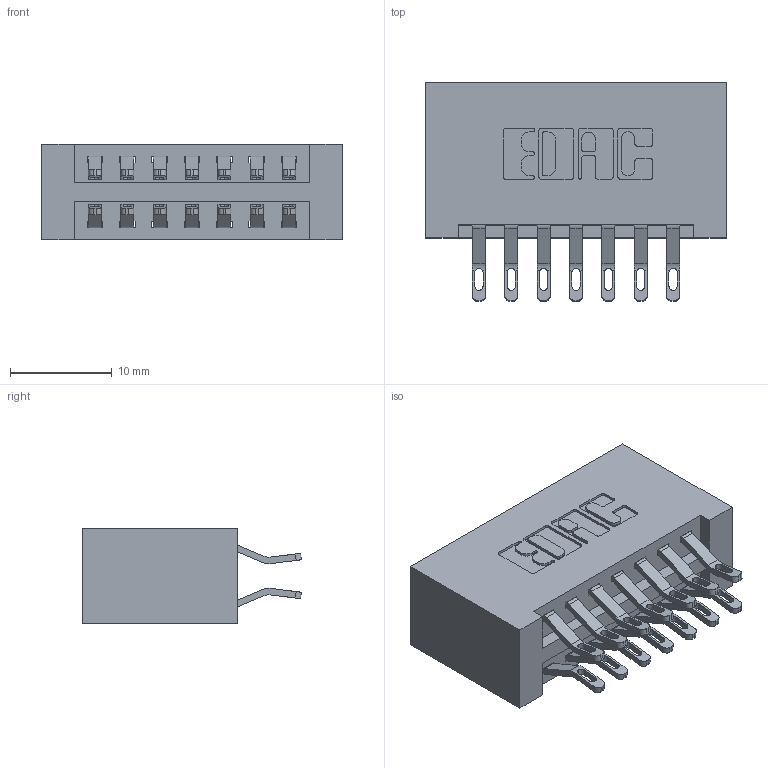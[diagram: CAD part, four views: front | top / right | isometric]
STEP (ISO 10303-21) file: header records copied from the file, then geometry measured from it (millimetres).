
FILE_DESCRIPTION (( 'STEP AP203' ), '1' );
FILE_NAME ('396-014-555-201.STEP', '2019-10-29T20:12:16', ( '' ), ( '' ), 'SwSTEP 2.0', 'SolidWorks 2016', '' );
FILE_SCHEMA (( 'CONFIG_CONTROL_DESIGN' ));
Length unit declared in the file: inch
Products named in the file (3): 396-014-555-201; 345-292-001_555 Tail; 346 Part_No Mounting Lugs
Assembly tree (15 placements, depth 2):
  396-014-555-201
    346 Part_No Mounting Lugs
    345-292-001_555 Tail  x14
Bounding box: 29.46 x 21.46 x 9.4 mm (x, y, z)
Volume: 3215.2 mm3; surface area: 4177.3 mm2
Topology: 15 solids, 15 shells, 926 faces, 2867 edges, 1910 vertices
Faces by surface type: plane 534, cylinder 392
Entity records: 9329 total; most frequent: CARTESIAN_POINT 1618, ORIENTED_EDGE 1522, DIRECTION 1441, EDGE_CURVE 761, VECTOR 589, LINE 589, VERTEX_POINT 506, AXIS2_PLACEMENT_3D 426
